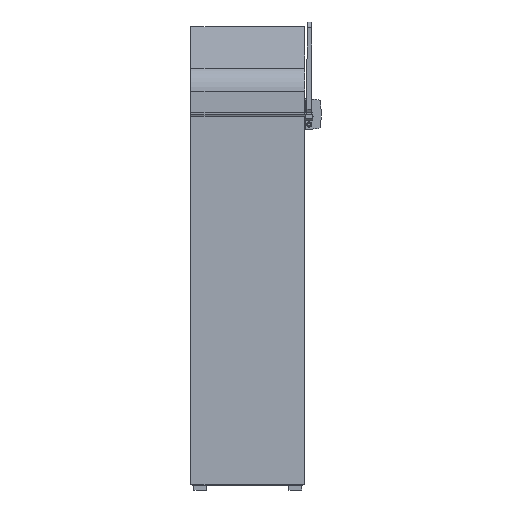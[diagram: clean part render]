
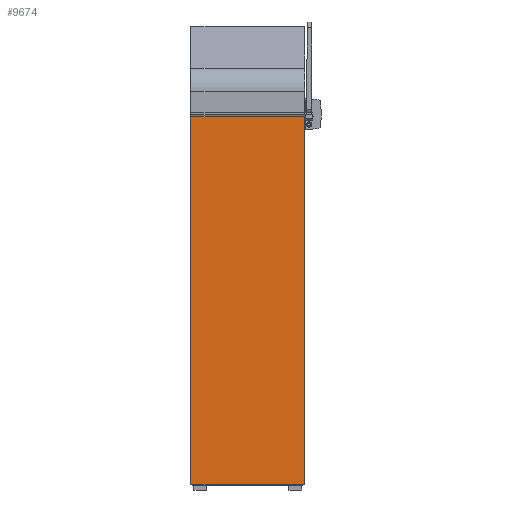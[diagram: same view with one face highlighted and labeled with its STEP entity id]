
A CAD part, front view. The second image highlights one B-rep face of the part: STEP entity #9674.
In plain terms, the highlighted planar face has unit normal (0, -1, 0).
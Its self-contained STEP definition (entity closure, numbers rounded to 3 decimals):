
#64 = CARTESIAN_POINT ( 'NONE',  ( -113.5, -224.3, 746.194 ) ) ;
#110 = LINE ( 'NONE', #12603, #11378 ) ;
#293 = CARTESIAN_POINT ( 'NONE',  ( 0., -224.3, 746.194 ) ) ;
#722 = VERTEX_POINT ( 'NONE', #2704 ) ;
#1210 = VERTEX_POINT ( 'NONE', #3646 ) ;
#1314 = ORIENTED_EDGE ( 'NONE', *, *, #8748, .F. ) ;
#1727 = DIRECTION ( 'NONE',  ( -1., 0., 0. ) ) ;
#1762 = ORIENTED_EDGE ( 'NONE', *, *, #9599, .T. ) ;
#2704 = CARTESIAN_POINT ( 'NONE',  ( 113.5, -224.3, 10.354 ) ) ;
#3646 = CARTESIAN_POINT ( 'NONE',  ( 113.5, -224.3, 746.194 ) ) ;
#4098 = FACE_OUTER_BOUND ( 'NONE', #4471, .T. ) ;
#4471 = EDGE_LOOP ( 'NONE', ( #1314, #11050, #1762, #9905 ) ) ;
#5189 = VECTOR ( 'NONE', #7762, 1000. ) ;
#5245 = EDGE_CURVE ( 'NONE', #7960, #10886, #9441, .T. ) ;
#6602 = PLANE ( 'NONE',  #7257 ) ;
#6757 = DIRECTION ( 'NONE',  ( 0., -1., 0. ) ) ;
#7257 = AXIS2_PLACEMENT_3D ( 'NONE', #293, #6757, #11622 ) ;
#7762 = DIRECTION ( 'NONE',  ( -1., 0., 0. ) ) ;
#7960 = VERTEX_POINT ( 'NONE', #10797 ) ;
#7975 = DIRECTION ( 'NONE',  ( 0., 0., 1. ) ) ;
#8688 = VECTOR ( 'NONE', #7975, 1000. ) ;
#8748 = EDGE_CURVE ( 'NONE', #722, #7960, #14123, .T. ) ;
#9441 = LINE ( 'NONE', #14393, #8688 ) ;
#9599 = EDGE_CURVE ( 'NONE', #1210, #10886, #15289, .T. ) ;
#9674 = ADVANCED_FACE ( 'NONE', ( #4098 ), #6602, .T. ) ;
#9905 = ORIENTED_EDGE ( 'NONE', *, *, #5245, .F. ) ;
#10797 = CARTESIAN_POINT ( 'NONE',  ( -113.5, -224.3, 10.354 ) ) ;
#10886 = VERTEX_POINT ( 'NONE', #64 ) ;
#11050 = ORIENTED_EDGE ( 'NONE', *, *, #12627, .F. ) ;
#11378 = VECTOR ( 'NONE', #13580, 1000. ) ;
#11622 = DIRECTION ( 'NONE',  ( 0., 0., -1. ) ) ;
#12603 = CARTESIAN_POINT ( 'NONE',  ( 113.5, -224.3, 10.354 ) ) ;
#12627 = EDGE_CURVE ( 'NONE', #1210, #722, #110, .T. ) ;
#13580 = DIRECTION ( 'NONE',  ( 0., 0., -1. ) ) ;
#14086 = VECTOR ( 'NONE', #1727, 1000. ) ;
#14123 = LINE ( 'NONE', #15088, #14086 ) ;
#14176 = CARTESIAN_POINT ( 'NONE',  ( 0., -224.3, 746.194 ) ) ;
#14393 = CARTESIAN_POINT ( 'NONE',  ( -113.5, -224.3, 10.354 ) ) ;
#15088 = CARTESIAN_POINT ( 'NONE',  ( 0., -224.3, 10.354 ) ) ;
#15289 = LINE ( 'NONE', #14176, #5189 ) ;
